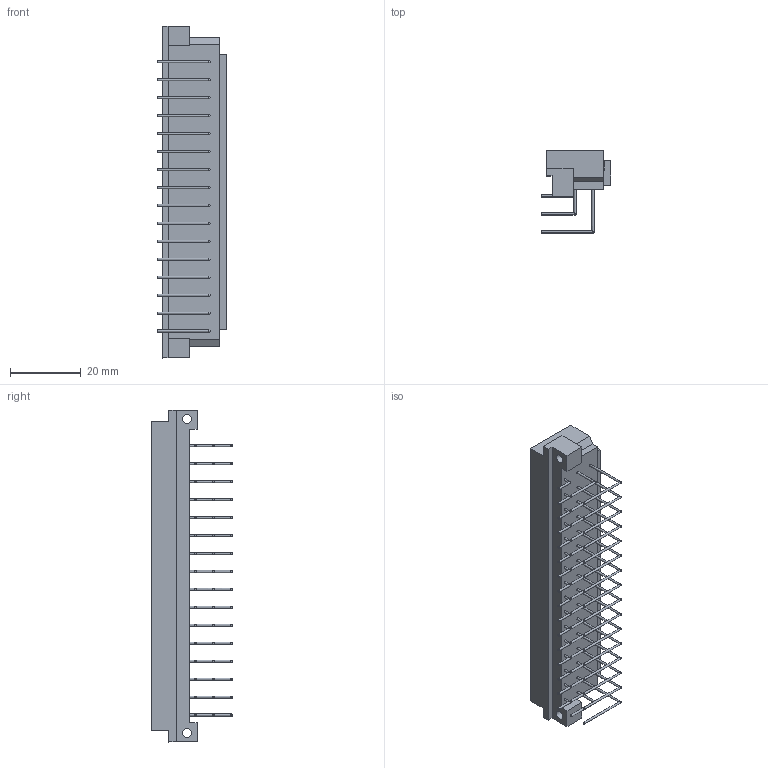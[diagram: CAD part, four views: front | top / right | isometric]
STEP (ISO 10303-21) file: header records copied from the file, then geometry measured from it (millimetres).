
FILE_DESCRIPTION(/* description */ (''),/* implementation_level */ '2;1');
FILE_NAME(/* name */ '100083142ugm000_b.stp',/* time_stamp */ '2015-09-02T07:34:51+02:00',/* author */ (''),/* organization */ (''),/* preprocessor_version */ 'ST-DEVELOPER v15',/* originating_system */ 'SIEMENS PLM Software NX 8.5',/* authorisation */ '');
FILE_SCHEMA (('AUTOMOTIVE_DESIGN { 1 0 10303 214 3 1 1 1 }'));
Length unit declared in the file: millimetre
Products named in the file (1): 100083142ugm000_b
Bounding box: 19.55 x 23.1 x 94 mm (x, y, z)
Volume: 8413.9 mm3; surface area: 9632.4 mm2
Topology: 1 solids, 1 shells, 476 faces, 1196 edges, 718 vertices
Faces by surface type: plane 282, cylinder 146, sphere 48
Full cylindrical faces by diameter (mm): 0.6 x144, 2.5 x2
Entity records: 16268 total; most frequent: CARTESIAN_POINT 2821, DIRECTION 2104, ORIENTED_EDGE 1908, EDGE_CURVE 954, AXIS2_PLACEMENT_3D 769, EDGE_LOOP 736, VERTEX_POINT 712, LINE 566
